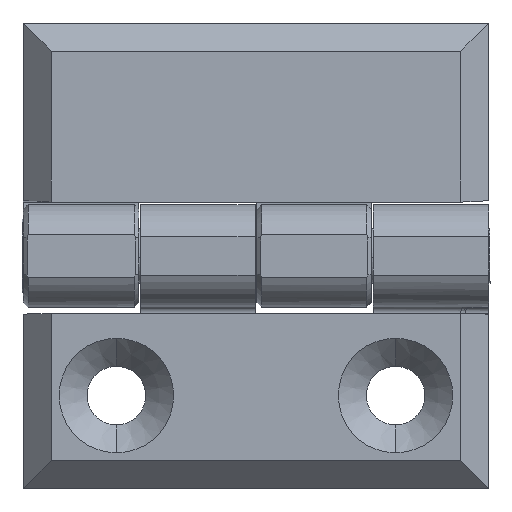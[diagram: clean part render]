
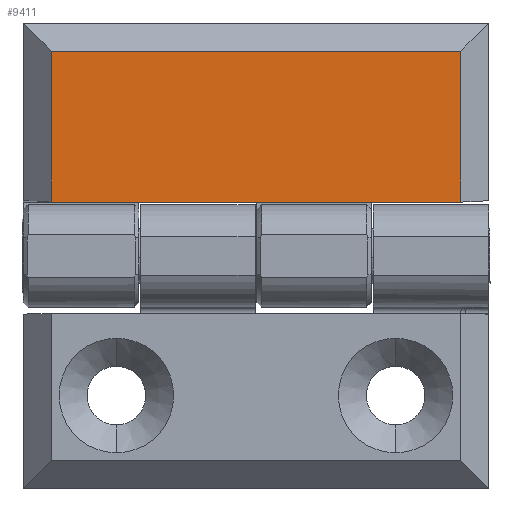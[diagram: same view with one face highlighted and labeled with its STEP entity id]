
A CAD part, top view. The second image highlights one B-rep face of the part: STEP entity #9411.
In plain terms, the highlighted planar face has unit normal (0, 0, 1).
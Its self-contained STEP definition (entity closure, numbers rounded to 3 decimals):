
#18 = CARTESIAN_POINT ( 'NONE',  ( -50.377, -60.949, 32.74 ) ) ;
#314 = VECTOR ( 'NONE', #470, 1000. ) ;
#470 = DIRECTION ( 'NONE',  ( 1., 0., 0. ) ) ;
#1826 = VECTOR ( 'NONE', #14738, 1000. ) ;
#1926 = CARTESIAN_POINT ( 'NONE',  ( -5.877, -44.721, 32.74 ) ) ;
#1976 = PLANE ( 'NONE',  #7706 ) ;
#2270 = VECTOR ( 'NONE', #8085, 1000. ) ;
#2632 = ORIENTED_EDGE ( 'NONE', *, *, #15133, .T. ) ;
#4133 = VERTEX_POINT ( 'NONE', #6917 ) ;
#5093 = LINE ( 'NONE', #8592, #1826 ) ;
#5389 = EDGE_CURVE ( 'NONE', #13581, #9341, #10353, .T. ) ;
#5697 = DIRECTION ( 'NONE',  ( -1., 0., 0. ) ) ;
#5935 = DIRECTION ( 'NONE',  ( 0., 0., 1. ) ) ;
#6292 = EDGE_LOOP ( 'NONE', ( #14093, #2632, #7100, #12537 ) ) ;
#6917 = CARTESIAN_POINT ( 'NONE',  ( -6.377, -44.721, 32.74 ) ) ;
#7100 = ORIENTED_EDGE ( 'NONE', *, *, #11821, .T. ) ;
#7706 = AXIS2_PLACEMENT_3D ( 'NONE', #13385, #5935, #5697 ) ;
#7832 = VERTEX_POINT ( 'NONE', #14092 ) ;
#8085 = DIRECTION ( 'NONE',  ( -1., 0., 0. ) ) ;
#8592 = CARTESIAN_POINT ( 'NONE',  ( -50.377, -62.335, 32.74 ) ) ;
#9094 = DIRECTION ( 'NONE',  ( 0., 1., 0. ) ) ;
#9341 = VERTEX_POINT ( 'NONE', #12100 ) ;
#9411 = ADVANCED_FACE ( 'NONE', ( #9516 ), #1976, .T. ) ;
#9516 = FACE_OUTER_BOUND ( 'NONE', #6292, .T. ) ;
#9670 = EDGE_CURVE ( 'NONE', #9341, #4133, #12976, .T. ) ;
#10353 = LINE ( 'NONE', #10433, #314 ) ;
#10433 = CARTESIAN_POINT ( 'NONE',  ( -5.877, -60.949, 32.74 ) ) ;
#10563 = VECTOR ( 'NONE', #9094, 1000. ) ;
#11821 = EDGE_CURVE ( 'NONE', #7832, #13581, #5093, .T. ) ;
#12100 = CARTESIAN_POINT ( 'NONE',  ( -6.377, -60.949, 32.74 ) ) ;
#12537 = ORIENTED_EDGE ( 'NONE', *, *, #5389, .T. ) ;
#12976 = LINE ( 'NONE', #15245, #10563 ) ;
#13385 = CARTESIAN_POINT ( 'NONE',  ( -5.877, -62.335, 32.74 ) ) ;
#13581 = VERTEX_POINT ( 'NONE', #18 ) ;
#14092 = CARTESIAN_POINT ( 'NONE',  ( -50.377, -44.721, 32.74 ) ) ;
#14093 = ORIENTED_EDGE ( 'NONE', *, *, #9670, .T. ) ;
#14226 = LINE ( 'NONE', #1926, #2270 ) ;
#14738 = DIRECTION ( 'NONE',  ( 0., -1., 0. ) ) ;
#15133 = EDGE_CURVE ( 'NONE', #4133, #7832, #14226, .T. ) ;
#15245 = CARTESIAN_POINT ( 'NONE',  ( -6.377, -62.335, 32.74 ) ) ;
